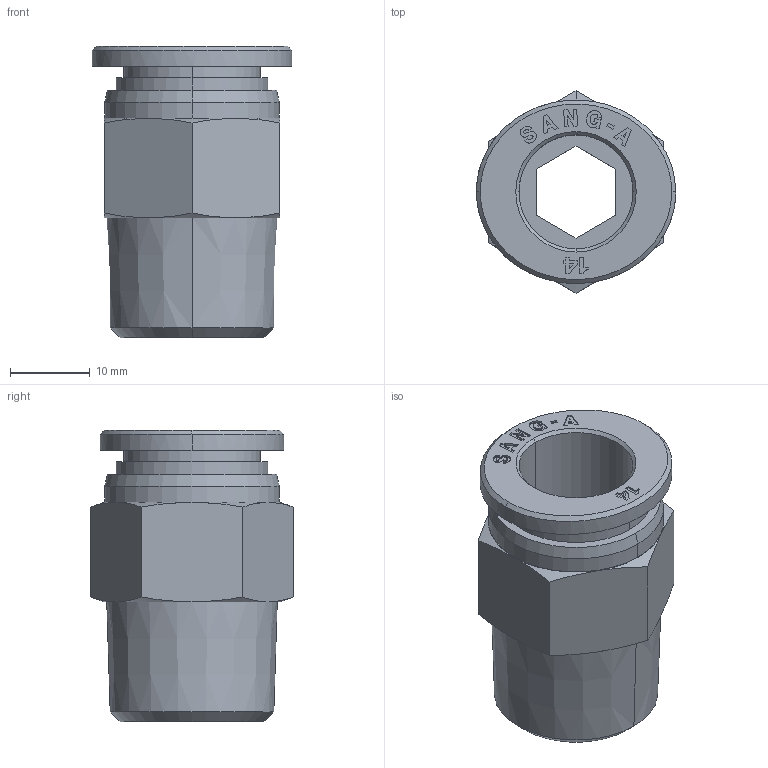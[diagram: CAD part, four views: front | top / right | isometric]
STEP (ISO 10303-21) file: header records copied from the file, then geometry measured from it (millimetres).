
FILE_DESCRIPTION (( 'STEP AP214' ), '1' );
FILE_NAME ('PC14-04.STEP', '2020-12-07T09:24:32', ( '' ), ( '' ), 'SwSTEP 2.0', 'SolidWorks 2020', '' );
FILE_SCHEMA (( 'AUTOMOTIVE_DESIGN' ));
Length unit declared in the file: millimetre
Products named in the file (1): PC14-04
Bounding box: 25 x 25.4 x 36.5 mm (x, y, z)
Volume: 8130.1 mm3; surface area: 5038.8 mm2
Topology: 1 solids, 1 shells, 187 faces, 476 edges, 308 vertices
Faces by surface type: plane 121, cone 26, bspline 22, cylinder 18
Entity records: 8213 total; most frequent: CARTESIAN_POINT 1844, ORIENTED_EDGE 952, DIRECTION 796, EDGE_CURVE 476, VECTOR 340, LINE 340, VERTEX_POINT 308, AXIS2_PLACEMENT_3D 228
